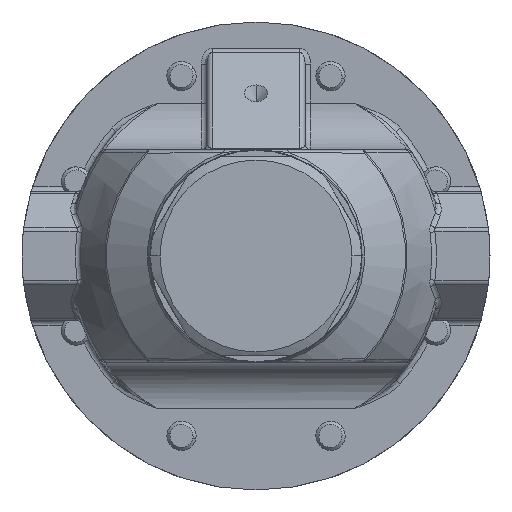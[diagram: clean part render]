
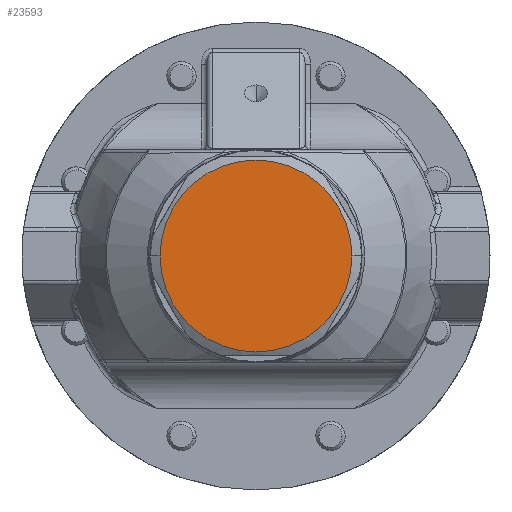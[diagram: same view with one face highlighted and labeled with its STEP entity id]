
A CAD part, front view. The second image highlights one B-rep face of the part: STEP entity #23593.
In plain terms, the highlighted planar face has unit normal (0, -1, 0).
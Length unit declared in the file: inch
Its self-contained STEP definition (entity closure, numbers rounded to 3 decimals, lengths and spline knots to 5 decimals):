
#2631 = DIRECTION ( 'NONE',  ( 0., -1., 0. ) ) ;
#3073 = AXIS2_PLACEMENT_3D ( 'NONE', #17930, #6939, #19792 ) ;
#3190 = EDGE_CURVE ( 'NONE', #19336, #22371, #8429, .T. ) ;
#4169 = ORIENTED_EDGE ( 'NONE', *, *, #3190, .T. ) ;
#5786 = AXIS2_PLACEMENT_3D ( 'NONE', #17318, #8177, #21003 ) ;
#6329 = PLANE ( 'NONE',  #5786 ) ;
#6939 = DIRECTION ( 'NONE',  ( 0., -1., 0. ) ) ;
#8177 = DIRECTION ( 'NONE',  ( 0., 1., 0. ) ) ;
#8429 = CIRCLE ( 'NONE', #3073, 1.025 ) ;
#9244 = CARTESIAN_POINT ( 'NONE',  ( -1.025, -2.532, 0. ) ) ;
#9298 = EDGE_CURVE ( 'NONE', #22371, #19336, #12511, .T. ) ;
#11461 = ORIENTED_EDGE ( 'NONE', *, *, #9298, .T. ) ;
#12511 = CIRCLE ( 'NONE', #23239, 1.025 ) ;
#13605 = CARTESIAN_POINT ( 'NONE',  ( 0., -2.532, 0. ) ) ;
#15456 = DIRECTION ( 'NONE',  ( -1., 0., 0. ) ) ;
#17318 = CARTESIAN_POINT ( 'NONE',  ( -1.22687, -2.532, 0. ) ) ;
#17613 = CARTESIAN_POINT ( 'NONE',  ( 1.025, -2.532, 0. ) ) ;
#17930 = CARTESIAN_POINT ( 'NONE',  ( 0., -2.532, 0. ) ) ;
#19110 = FACE_OUTER_BOUND ( 'NONE', #22313, .T. ) ;
#19336 = VERTEX_POINT ( 'NONE', #17613 ) ;
#19792 = DIRECTION ( 'NONE',  ( -1., 0., 0. ) ) ;
#21003 = DIRECTION ( 'NONE',  ( 1., 0., 0. ) ) ;
#22313 = EDGE_LOOP ( 'NONE', ( #4169, #11461 ) ) ;
#22371 = VERTEX_POINT ( 'NONE', #9244 ) ;
#23239 = AXIS2_PLACEMENT_3D ( 'NONE', #13605, #2631, #15456 ) ;
#23593 = ADVANCED_FACE ( 'NONE', ( #19110 ), #6329, .F. ) ;
